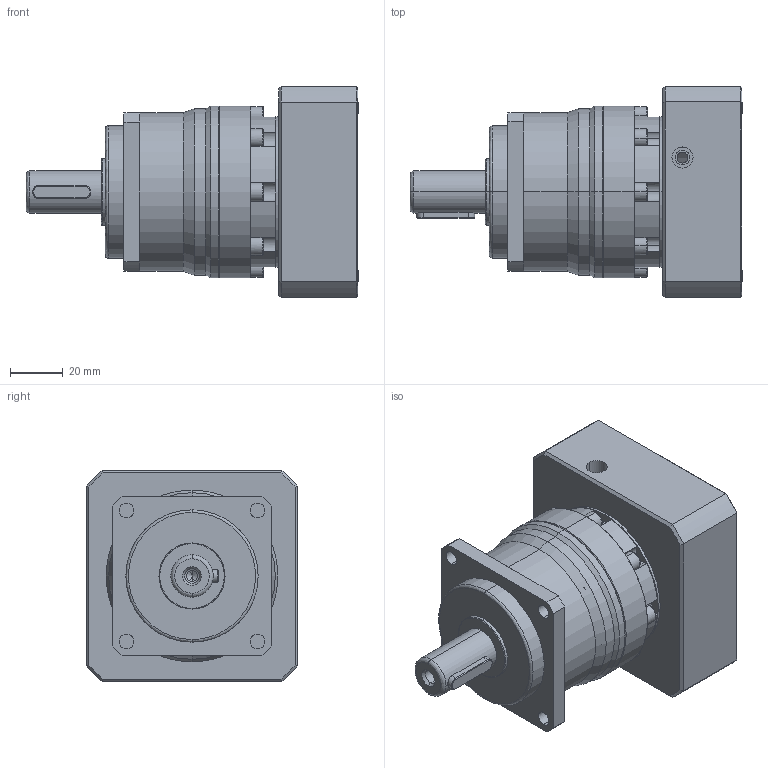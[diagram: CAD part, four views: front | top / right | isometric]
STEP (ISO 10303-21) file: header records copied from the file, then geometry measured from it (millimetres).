
FILE_DESCRIPTION (( 'STEP AP214' ), '1' );
FILE_NAME ('PB060-L1-19-70-90-M5-M6.STEP', '2022-02-12T07:40:45', ( 'admin' ), ( '' ), 'SwSTEP 2.0', 'SolidWorks 2013', '' );
FILE_SCHEMA (( 'AUTOMOTIVE_DESIGN' ));
Length unit declared in the file: millimetre
Products named in the file (4): PB060-70-90M5_X2_6CD55170_X0_; PB060_X2_58F34F537AEF_X0_-19; PB060_X2_8F9351FA7AEF_X0_; PB060-L1-19-70-90-M5-M6
Assembly tree (3 placements, depth 2):
  PB060-L1-19-70-90-M5-M6
    PB060_X2_8F9351FA7AEF_X0_
    PB060_X2_58F34F537AEF_X0_-19
    PB060-70-90M5_X2_6CD55170_X0_
Bounding box: 125.5 x 80 x 80 mm (x, y, z)
Volume: 301885.3 mm3; surface area: 65913.9 mm2
Topology: 3 solids, 4 shells, 515 faces, 1249 edges, 737 vertices
Faces by surface type: cylinder 185, plane 177, cone 128, bspline 25
Entity records: 21410 total; most frequent: CARTESIAN_POINT 3741, DIRECTION 2570, ORIENTED_EDGE 2390, EDGE_CURVE 1195, AXIS2_PLACEMENT_3D 980, VERTEX_POINT 737, VECTOR 610, LINE 610
